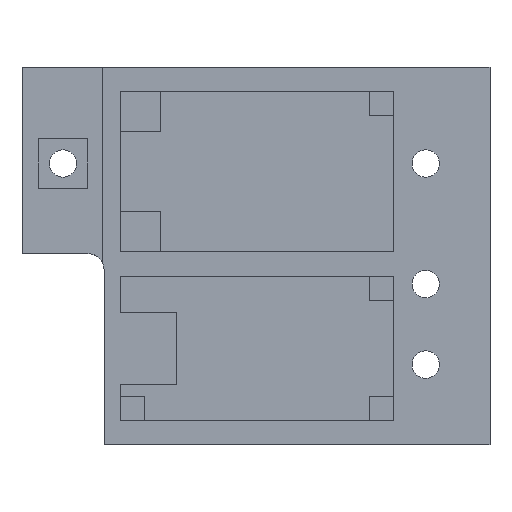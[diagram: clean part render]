
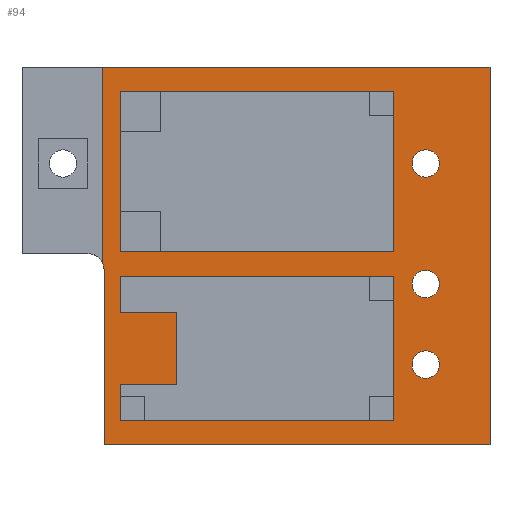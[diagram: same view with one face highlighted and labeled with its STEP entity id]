
A CAD part, left-side view. The second image highlights one B-rep face of the part: STEP entity #94.
In plain terms, the highlighted planar face has unit normal (-1, 0, 0).
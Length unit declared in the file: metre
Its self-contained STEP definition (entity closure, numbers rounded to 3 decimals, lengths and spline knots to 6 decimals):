
#94 = ADVANCED_FACE( '', ( #225, #226, #227, #228, #229, #230 ), #231, .F. );
#225 = FACE_BOUND( '', #403, .T. );
#226 = FACE_BOUND( '', #404, .T. );
#227 = FACE_BOUND( '', #405, .T. );
#228 = FACE_BOUND( '', #406, .T. );
#229 = FACE_BOUND( '', #407, .T. );
#230 = FACE_OUTER_BOUND( '', #408, .T. );
#231 = PLANE( '', #409 );
#403 = EDGE_LOOP( '', ( #621 ) );
#404 = EDGE_LOOP( '', ( #622 ) );
#405 = EDGE_LOOP( '', ( #623 ) );
#406 = EDGE_LOOP( '', ( #624, #625, #626, #627, #628, #629, #630, #631 ) );
#407 = EDGE_LOOP( '', ( #632, #633, #634, #635 ) );
#408 = EDGE_LOOP( '', ( #636, #637, #638, #639, #640, #641 ) );
#409 = AXIS2_PLACEMENT_3D( '', #642, #643, #644 );
#621 = ORIENTED_EDGE( '', *, *, #1075, .F. );
#622 = ORIENTED_EDGE( '', *, *, #1076, .F. );
#623 = ORIENTED_EDGE( '', *, *, #1077, .F. );
#624 = ORIENTED_EDGE( '', *, *, #1078, .F. );
#625 = ORIENTED_EDGE( '', *, *, #1079, .T. );
#626 = ORIENTED_EDGE( '', *, *, #1047, .F. );
#627 = ORIENTED_EDGE( '', *, *, #1071, .F. );
#628 = ORIENTED_EDGE( '', *, *, #1080, .F. );
#629 = ORIENTED_EDGE( '', *, *, #1081, .T. );
#630 = ORIENTED_EDGE( '', *, *, #1082, .T. );
#631 = ORIENTED_EDGE( '', *, *, #1083, .F. );
#632 = ORIENTED_EDGE( '', *, *, #1057, .F. );
#633 = ORIENTED_EDGE( '', *, *, #1084, .T. );
#634 = ORIENTED_EDGE( '', *, *, #1085, .T. );
#635 = ORIENTED_EDGE( '', *, *, #1086, .F. );
#636 = ORIENTED_EDGE( '', *, *, #1087, .F. );
#637 = ORIENTED_EDGE( '', *, *, #1088, .F. );
#638 = ORIENTED_EDGE( '', *, *, #1089, .T. );
#639 = ORIENTED_EDGE( '', *, *, #1052, .T. );
#640 = ORIENTED_EDGE( '', *, *, #1090, .F. );
#641 = ORIENTED_EDGE( '', *, *, #1091, .F. );
#642 = CARTESIAN_POINT( '', ( 0.0062, 0.012, 0.0205 ) );
#643 = DIRECTION( '', ( 1., 0., 0. ) );
#644 = DIRECTION( '', ( 0., 1., 0. ) );
#1047 = EDGE_CURVE( '', #1250, #1251, #1252, .T. );
#1052 = EDGE_CURVE( '', #1259, #1260, #1261, .T. );
#1057 = EDGE_CURVE( '', #1268, #1269, #1270, .T. );
#1071 = EDGE_CURVE( '', #1294, #1250, #1295, .T. );
#1075 = EDGE_CURVE( '', #1300, #1300, #1301, .F. );
#1076 = EDGE_CURVE( '', #1302, #1302, #1303, .F. );
#1077 = EDGE_CURVE( '', #1304, #1304, #1305, .F. );
#1078 = EDGE_CURVE( '', #1306, #1307, #1308, .T. );
#1079 = EDGE_CURVE( '', #1306, #1251, #1309, .T. );
#1080 = EDGE_CURVE( '', #1310, #1294, #1311, .T. );
#1081 = EDGE_CURVE( '', #1310, #1312, #1313, .T. );
#1082 = EDGE_CURVE( '', #1312, #1314, #1315, .T. );
#1083 = EDGE_CURVE( '', #1307, #1314, #1316, .T. );
#1084 = EDGE_CURVE( '', #1268, #1317, #1318, .T. );
#1085 = EDGE_CURVE( '', #1317, #1319, #1320, .T. );
#1086 = EDGE_CURVE( '', #1269, #1319, #1321, .T. );
#1087 = EDGE_CURVE( '', #1322, #1323, #1324, .T. );
#1088 = EDGE_CURVE( '', #1325, #1322, #1326, .T. );
#1089 = EDGE_CURVE( '', #1325, #1259, #1327, .T. );
#1090 = EDGE_CURVE( '', #1328, #1260, #1329, .T. );
#1091 = EDGE_CURVE( '', #1323, #1328, #1330, .T. );
#1250 = VERTEX_POINT( '', #1545 );
#1251 = VERTEX_POINT( '', #1546 );
#1252 = LINE( '', #1547, #1548 );
#1259 = VERTEX_POINT( '', #1558 );
#1260 = VERTEX_POINT( '', #1559 );
#1261 = LINE( '', #1560, #1561 );
#1268 = VERTEX_POINT( '', #1571 );
#1269 = VERTEX_POINT( '', #1572 );
#1270 = LINE( '', #1573, #1574 );
#1294 = VERTEX_POINT( '', #1609 );
#1295 = LINE( '', #1610, #1611 );
#1300 = VERTEX_POINT( '', #1618 );
#1301 = CIRCLE( '', #1619, 0.0017 );
#1302 = VERTEX_POINT( '', #1620 );
#1303 = CIRCLE( '', #1621, 0.0017 );
#1304 = VERTEX_POINT( '', #1622 );
#1305 = CIRCLE( '', #1623, 0.0017 );
#1306 = VERTEX_POINT( '', #1624 );
#1307 = VERTEX_POINT( '', #1625 );
#1308 = LINE( '', #1626, #1627 );
#1309 = LINE( '', #1628, #1629 );
#1310 = VERTEX_POINT( '', #1630 );
#1311 = LINE( '', #1631, #1632 );
#1312 = VERTEX_POINT( '', #1633 );
#1313 = LINE( '', #1634, #1635 );
#1314 = VERTEX_POINT( '', #1636 );
#1315 = LINE( '', #1637, #1638 );
#1316 = LINE( '', #1639, #1640 );
#1317 = VERTEX_POINT( '', #1641 );
#1318 = LINE( '', #1642, #1643 );
#1319 = VERTEX_POINT( '', #1644 );
#1320 = LINE( '', #1645, #1646 );
#1321 = LINE( '', #1647, #1648 );
#1322 = VERTEX_POINT( '', #1649 );
#1323 = VERTEX_POINT( '', #1650 );
#1324 = LINE( '', #1651, #1652 );
#1325 = VERTEX_POINT( '', #1653 );
#1326 = LINE( '', #1654, #1655 );
#1327 = CIRCLE( '', #1656, 0.002 );
#1328 = VERTEX_POINT( '', #1657 );
#1329 = LINE( '', #1658, #1659 );
#1330 = LINE( '', #1660, #1661 );
#1545 = CARTESIAN_POINT( '', ( 0.0062, 0.027, 0.0045 ) );
#1546 = CARTESIAN_POINT( '', ( 0.0062, 0.034, 0.0045 ) );
#1547 = CARTESIAN_POINT( '', ( 0.0062, 0.0305, 0.0045 ) );
#1548 = VECTOR( '', #1927, 1. );
#1558 = CARTESIAN_POINT( '', ( 0.0062, 0.036, 0.0188 ) );
#1559 = CARTESIAN_POINT( '', ( 0.0062, 0.036, -0.003 ) );
#1560 = CARTESIAN_POINT( '', ( 0.0062, 0.036, 0.0205 ) );
#1561 = VECTOR( '', #1931, 1. );
#1571 = CARTESIAN_POINT( '', ( 0.0062, 0.034, 0.041 ) );
#1572 = CARTESIAN_POINT( '', ( 0.0062, 0.034, 0.021 ) );
#1573 = CARTESIAN_POINT( '', ( 0.0062, 0.034, 0.031 ) );
#1574 = VECTOR( '', #1935, 1. );
#1609 = CARTESIAN_POINT( '', ( 0.0062, 0.027, 0.0135 ) );
#1610 = CARTESIAN_POINT( '', ( 0.0062, 0.027, 0.009 ) );
#1611 = VECTOR( '', #1947, 1. );
#1618 = CARTESIAN_POINT( '', ( 0.0062, -0.004, 0.0053 ) );
#1619 = AXIS2_PLACEMENT_3D( '', #1950, #1951, #1952 );
#1620 = CARTESIAN_POINT( '', ( 0.0062, -0.004, 0.0153 ) );
#1621 = AXIS2_PLACEMENT_3D( '', #1953, #1954, #1955 );
#1622 = CARTESIAN_POINT( '', ( 0.0062, -0.004, 0.0303 ) );
#1623 = AXIS2_PLACEMENT_3D( '', #1956, #1957, #1958 );
#1624 = CARTESIAN_POINT( '', ( 0.0062, 0.034, 0. ) );
#1625 = CARTESIAN_POINT( '', ( 0.0062, 0., 0. ) );
#1626 = CARTESIAN_POINT( '', ( 0.0062, 0.017, 0. ) );
#1627 = VECTOR( '', #1959, 1. );
#1628 = CARTESIAN_POINT( '', ( 0.0062, 0.034, 0.00225 ) );
#1629 = VECTOR( '', #1960, 1. );
#1630 = CARTESIAN_POINT( '', ( 0.0062, 0.034, 0.0135 ) );
#1631 = CARTESIAN_POINT( '', ( 0.0062, 0.0305, 0.0135 ) );
#1632 = VECTOR( '', #1961, 1. );
#1633 = CARTESIAN_POINT( '', ( 0.0062, 0.034, 0.018 ) );
#1634 = CARTESIAN_POINT( '', ( 0.0062, 0.034, 0.01575 ) );
#1635 = VECTOR( '', #1962, 1. );
#1636 = CARTESIAN_POINT( '', ( 0.0062, 0., 0.018 ) );
#1637 = CARTESIAN_POINT( '', ( 0.0062, 0.017, 0.018 ) );
#1638 = VECTOR( '', #1963, 1. );
#1639 = CARTESIAN_POINT( '', ( 0.0062, 0., 0.009 ) );
#1640 = VECTOR( '', #1964, 1. );
#1641 = CARTESIAN_POINT( '', ( 0.0062, 0., 0.041 ) );
#1642 = CARTESIAN_POINT( '', ( 0.0062, 0.017, 0.041 ) );
#1643 = VECTOR( '', #1965, 1. );
#1644 = CARTESIAN_POINT( '', ( 0.0062, 0., 0.021 ) );
#1645 = CARTESIAN_POINT( '', ( 0.0062, 0., 0.031 ) );
#1646 = VECTOR( '', #1966, 1. );
#1647 = CARTESIAN_POINT( '', ( 0.0062, 0.017, 0.021 ) );
#1648 = VECTOR( '', #1967, 1. );
#1649 = CARTESIAN_POINT( '', ( 0.0062, 0.0362, 0.044 ) );
#1650 = CARTESIAN_POINT( '', ( 0.0062, -0.012, 0.044 ) );
#1651 = CARTESIAN_POINT( '', ( 0.0062, 0.014, 0.044 ) );
#1652 = VECTOR( '', #1968, 1. );
#1653 = CARTESIAN_POINT( '', ( 0.0062, 0.0362, 0.019672 ) );
#1654 = CARTESIAN_POINT( '', ( 0.0062, 0.0362, 0.020798 ) );
#1655 = VECTOR( '', #1969, 1. );
#1656 = AXIS2_PLACEMENT_3D( '', #1970, #1971, #1972 );
#1657 = CARTESIAN_POINT( '', ( 0.0062, -0.012, -0.003 ) );
#1658 = CARTESIAN_POINT( '', ( 0.0062, 0.012, -0.003 ) );
#1659 = VECTOR( '', #1973, 1. );
#1660 = CARTESIAN_POINT( '', ( 0.0062, -0.012, 0.0205 ) );
#1661 = VECTOR( '', #1974, 1. );
#1927 = DIRECTION( '', ( 0., 1., 0. ) );
#1931 = DIRECTION( '', ( 0., 0., -1. ) );
#1935 = DIRECTION( '', ( 0., 0., -1. ) );
#1947 = DIRECTION( '', ( 0., 0., -1. ) );
#1950 = CARTESIAN_POINT( '', ( 0.0062, -0.004, 0.007 ) );
#1951 = DIRECTION( '', ( 1., 0., 0. ) );
#1952 = DIRECTION( '', ( 0., 0., -1. ) );
#1953 = CARTESIAN_POINT( '', ( 0.0062, -0.004, 0.017 ) );
#1954 = DIRECTION( '', ( 1., 0., 0. ) );
#1955 = DIRECTION( '', ( 0., 0., -1. ) );
#1956 = CARTESIAN_POINT( '', ( 0.0062, -0.004, 0.032 ) );
#1957 = DIRECTION( '', ( 1., 0., 0. ) );
#1958 = DIRECTION( '', ( 0., 0., -1. ) );
#1959 = DIRECTION( '', ( 0., -1., 0. ) );
#1960 = DIRECTION( '', ( 0., 0., 1. ) );
#1961 = DIRECTION( '', ( 0., -1., 0. ) );
#1962 = DIRECTION( '', ( 0., 0., 1. ) );
#1963 = DIRECTION( '', ( 0., -1., 0. ) );
#1964 = DIRECTION( '', ( 0., 0., 1. ) );
#1965 = DIRECTION( '', ( 0., -1., 0. ) );
#1966 = DIRECTION( '', ( 0., 0., -1. ) );
#1967 = DIRECTION( '', ( 0., -1., 0. ) );
#1968 = DIRECTION( '', ( 0., -1., 0. ) );
#1969 = DIRECTION( '', ( 0., 0., 1. ) );
#1970 = CARTESIAN_POINT( '', ( 0.0062, 0.038, 0.0188 ) );
#1971 = DIRECTION( '', ( 1., 0., 0. ) );
#1972 = DIRECTION( '', ( 0., 0., -1. ) );
#1973 = DIRECTION( '', ( 0., 1., 0. ) );
#1974 = DIRECTION( '', ( 0., 0., -1. ) );
